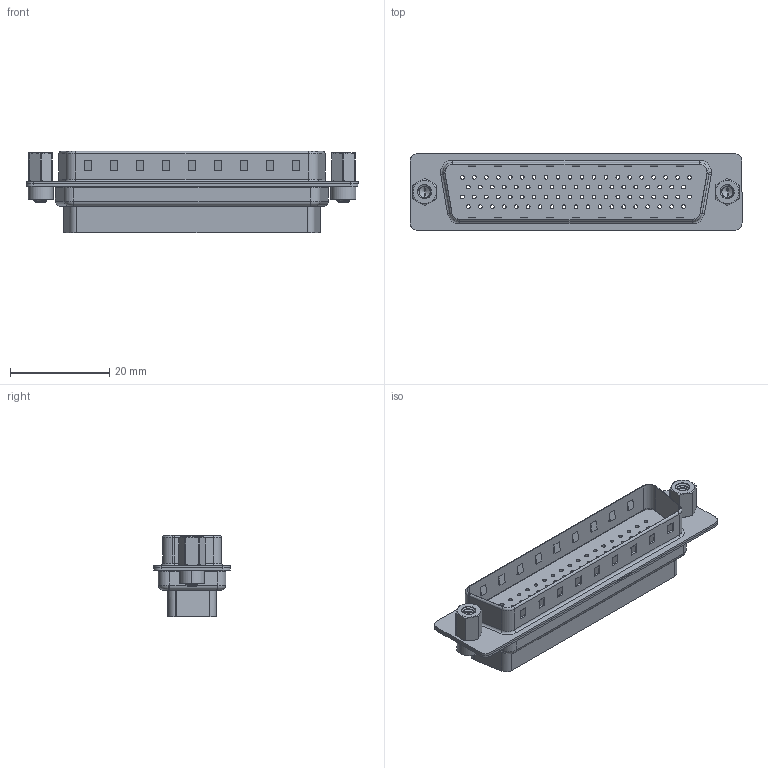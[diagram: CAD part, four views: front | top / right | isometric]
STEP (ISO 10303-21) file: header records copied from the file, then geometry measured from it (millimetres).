
FILE_DESCRIPTION (( 'STEP AP203' ), '1' );
FILE_NAME ('637-078-010-243.STEP', '2020-07-17T21:33:39', ( '' ), ( '' ), 'SwSTEP 2.0', 'SolidWorks 2020', '' );
FILE_SCHEMA (( 'CONFIG_CONTROL_DESIGN' ));
Length unit declared in the file: millimetre
Products named in the file (6): 637-078-010-243; 637 4-40 Threaded Rivet; 637 Housing_78 Contacts HP; 637 Shell Front_78 Contacts; 637 Shell Rear_78 Contacts; 637 4-40 Hex Standoff
Assembly tree (7 placements, depth 2):
  637-078-010-243
    637 Housing_78 Contacts HP
    637 Shell Front_78 Contacts
    637 Shell Rear_78 Contacts
    637 4-40 Threaded Rivet  x2
    637 4-40 Hex Standoff  x2
Bounding box: 67 x 15.4 x 16.4 mm (x, y, z)
Volume: 5189.8 mm3; surface area: 11410.5 mm2
Topology: 7 solids, 7 shells, 1162 faces, 2809 edges, 1828 vertices
Faces by surface type: cylinder 681, plane 381, torus 50, cone 32, bspline 18
Entity records: 36482 total; most frequent: CARTESIAN_POINT 9707, DIRECTION 5811, ORIENTED_EDGE 5104, EDGE_CURVE 2552, AXIS2_PLACEMENT_3D 2330, VERTEX_POINT 1663, EDGE_LOOP 1439, CIRCLE 1263
